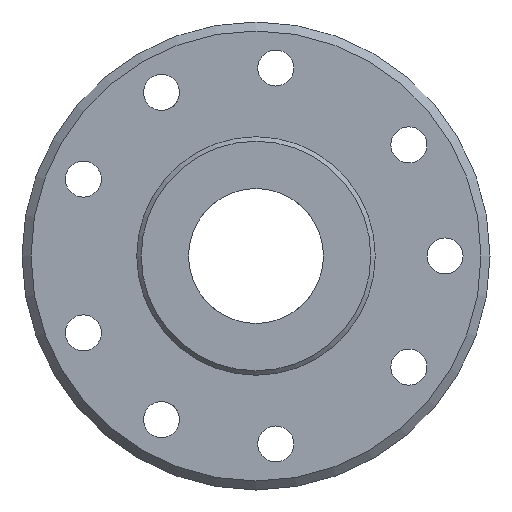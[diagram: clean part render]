
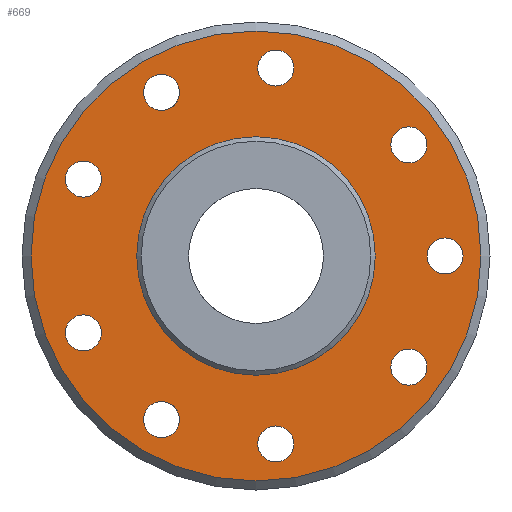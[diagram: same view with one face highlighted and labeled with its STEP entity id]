
A CAD part, front view. The second image highlights one B-rep face of the part: STEP entity #669.
In plain terms, the highlighted planar face has unit normal (0, -1, 0).
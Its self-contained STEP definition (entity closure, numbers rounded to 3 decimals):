
#22=FACE_BOUND('',#149,.T.);
#23=FACE_BOUND('',#150,.T.);
#24=FACE_BOUND('',#151,.T.);
#25=FACE_BOUND('',#152,.T.);
#26=FACE_BOUND('',#153,.T.);
#27=FACE_BOUND('',#154,.T.);
#28=FACE_BOUND('',#155,.T.);
#29=FACE_BOUND('',#156,.T.);
#30=FACE_BOUND('',#157,.T.);
#31=FACE_BOUND('',#158,.T.);
#40=PLANE('',#728);
#50=CIRCLE('',#720,13.25);
#53=CIRCLE('',#725,25.);
#55=CIRCLE('',#729,2.);
#56=CIRCLE('',#730,2.);
#57=CIRCLE('',#731,2.);
#58=CIRCLE('',#732,2.);
#59=CIRCLE('',#733,2.);
#60=CIRCLE('',#734,2.);
#61=CIRCLE('',#735,2.);
#62=CIRCLE('',#736,2.);
#63=CIRCLE('',#737,2.);
#109=FACE_OUTER_BOUND('',#148,.T.);
#148=EDGE_LOOP('',(#486));
#149=EDGE_LOOP('',(#487));
#150=EDGE_LOOP('',(#488));
#151=EDGE_LOOP('',(#489));
#152=EDGE_LOOP('',(#490));
#153=EDGE_LOOP('',(#491));
#154=EDGE_LOOP('',(#492));
#155=EDGE_LOOP('',(#493));
#156=EDGE_LOOP('',(#494));
#157=EDGE_LOOP('',(#495));
#158=EDGE_LOOP('',(#496));
#306=VERTEX_POINT('',#1145);
#309=VERTEX_POINT('',#1154);
#311=VERTEX_POINT('',#1162);
#312=VERTEX_POINT('',#1164);
#313=VERTEX_POINT('',#1166);
#314=VERTEX_POINT('',#1168);
#315=VERTEX_POINT('',#1170);
#316=VERTEX_POINT('',#1172);
#317=VERTEX_POINT('',#1174);
#318=VERTEX_POINT('',#1176);
#319=VERTEX_POINT('',#1178);
#371=EDGE_CURVE('',#306,#306,#50,.T.);
#375=EDGE_CURVE('',#309,#309,#53,.T.);
#378=EDGE_CURVE('',#311,#311,#55,.T.);
#379=EDGE_CURVE('',#312,#312,#56,.T.);
#380=EDGE_CURVE('',#313,#313,#57,.T.);
#381=EDGE_CURVE('',#314,#314,#58,.T.);
#382=EDGE_CURVE('',#315,#315,#59,.T.);
#383=EDGE_CURVE('',#316,#316,#60,.T.);
#384=EDGE_CURVE('',#317,#317,#61,.T.);
#385=EDGE_CURVE('',#318,#318,#62,.T.);
#386=EDGE_CURVE('',#319,#319,#63,.T.);
#486=ORIENTED_EDGE('',*,*,#375,.F.);
#487=ORIENTED_EDGE('',*,*,#378,.F.);
#488=ORIENTED_EDGE('',*,*,#379,.F.);
#489=ORIENTED_EDGE('',*,*,#380,.F.);
#490=ORIENTED_EDGE('',*,*,#381,.F.);
#491=ORIENTED_EDGE('',*,*,#382,.F.);
#492=ORIENTED_EDGE('',*,*,#383,.F.);
#493=ORIENTED_EDGE('',*,*,#384,.F.);
#494=ORIENTED_EDGE('',*,*,#385,.F.);
#495=ORIENTED_EDGE('',*,*,#386,.F.);
#496=ORIENTED_EDGE('',*,*,#371,.T.);
#669=ADVANCED_FACE('',(#109,#22,#23,#24,#25,#26,#27,#28,#29,#30,#31),#40,
 .F.);
#720=AXIS2_PLACEMENT_3D('',#1147,#820,#821);
#725=AXIS2_PLACEMENT_3D('',#1156,#831,#832);
#728=AXIS2_PLACEMENT_3D('',#1161,#838,#839);
#729=AXIS2_PLACEMENT_3D('',#1163,#840,#841);
#730=AXIS2_PLACEMENT_3D('',#1165,#842,#843);
#731=AXIS2_PLACEMENT_3D('',#1167,#844,#845);
#732=AXIS2_PLACEMENT_3D('',#1169,#846,#847);
#733=AXIS2_PLACEMENT_3D('',#1171,#848,#849);
#734=AXIS2_PLACEMENT_3D('',#1173,#850,#851);
#735=AXIS2_PLACEMENT_3D('',#1175,#852,#853);
#736=AXIS2_PLACEMENT_3D('',#1177,#854,#855);
#737=AXIS2_PLACEMENT_3D('',#1179,#856,#857);
#820=DIRECTION('center_axis',(0.,1.,0.));
#821=DIRECTION('ref_axis',(-1.,0.,0.));
#831=DIRECTION('center_axis',(0.,1.,0.));
#832=DIRECTION('ref_axis',(-1.,0.,0.));
#838=DIRECTION('center_axis',(0.,1.,0.));
#839=DIRECTION('ref_axis',(-1.,0.,0.));
#840=DIRECTION('center_axis',(0.,-1.,0.));
#841=DIRECTION('ref_axis',(1.,0.,0.));
#842=DIRECTION('center_axis',(0.,-1.,0.));
#843=DIRECTION('ref_axis',(1.,0.,0.));
#844=DIRECTION('center_axis',(0.,-1.,0.));
#845=DIRECTION('ref_axis',(1.,0.,0.));
#846=DIRECTION('center_axis',(0.,-1.,0.));
#847=DIRECTION('ref_axis',(1.,0.,0.));
#848=DIRECTION('center_axis',(0.,-1.,0.));
#849=DIRECTION('ref_axis',(1.,0.,0.));
#850=DIRECTION('center_axis',(0.,-1.,0.));
#851=DIRECTION('ref_axis',(1.,0.,0.));
#852=DIRECTION('center_axis',(0.,-1.,0.));
#853=DIRECTION('ref_axis',(1.,0.,0.));
#854=DIRECTION('center_axis',(0.,-1.,0.));
#855=DIRECTION('ref_axis',(1.,0.,0.));
#856=DIRECTION('center_axis',(0.,-1.,0.));
#857=DIRECTION('ref_axis',(1.,0.,0.));
#1145=CARTESIAN_POINT('',(-2.512,-14.134,22.581));
#1147=CARTESIAN_POINT('Origin',(-15.762,-14.134,22.581));
#1154=CARTESIAN_POINT('',(9.238,-14.134,22.581));
#1156=CARTESIAN_POINT('Origin',(-15.762,-14.134,22.581));
#1161=CARTESIAN_POINT('Origin',(-15.762,-14.134,22.581));
#1162=CARTESIAN_POINT('',(-36.947,-14.134,31.122));
#1163=CARTESIAN_POINT('Origin',(-34.947,-14.134,31.122));
#1164=CARTESIAN_POINT('',(-36.947,-14.134,14.04));
#1165=CARTESIAN_POINT('Origin',(-34.947,-14.134,14.04));
#1166=CARTESIAN_POINT('',(-0.773,-14.134,10.238));
#1167=CARTESIAN_POINT('Origin',(1.227,-14.134,10.238));
#1168=CARTESIAN_POINT('',(-0.773,-14.134,34.924));
#1169=CARTESIAN_POINT('Origin',(1.227,-14.134,34.924));
#1170=CARTESIAN_POINT('',(-15.567,-14.134,1.696));
#1171=CARTESIAN_POINT('Origin',(-13.567,-14.134,1.696));
#1172=CARTESIAN_POINT('',(-15.567,-14.134,43.466));
#1173=CARTESIAN_POINT('Origin',(-13.567,-14.134,43.466));
#1174=CARTESIAN_POINT('',(-28.262,-14.134,4.394));
#1175=CARTESIAN_POINT('Origin',(-26.262,-14.134,4.394));
#1176=CARTESIAN_POINT('',(-28.262,-14.134,40.768));
#1177=CARTESIAN_POINT('Origin',(-26.262,-14.134,40.768));
#1178=CARTESIAN_POINT('',(3.238,-14.134,22.581));
#1179=CARTESIAN_POINT('Origin',(5.238,-14.134,22.581));
